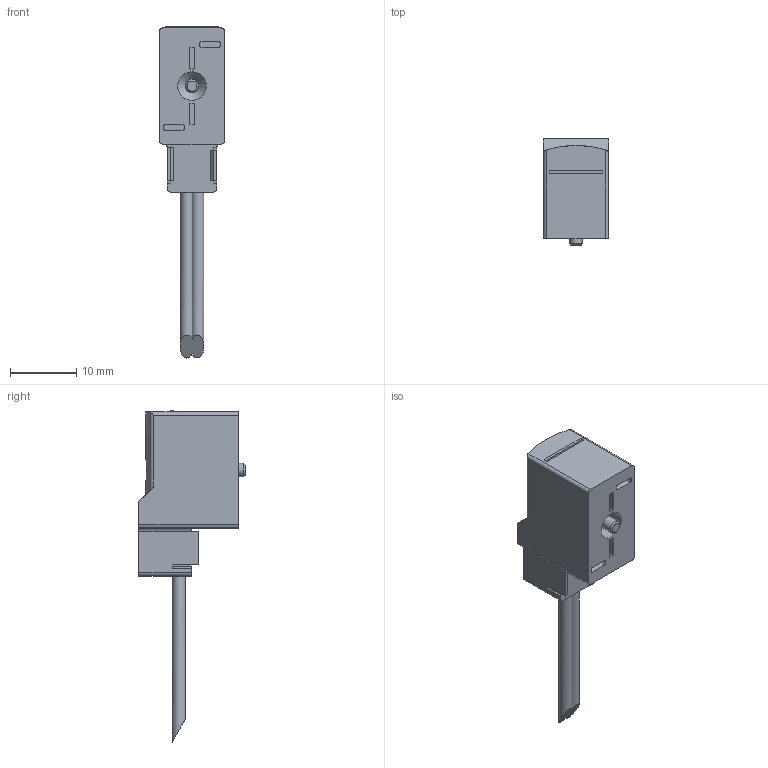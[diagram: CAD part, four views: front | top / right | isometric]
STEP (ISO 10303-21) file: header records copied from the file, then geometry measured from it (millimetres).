
FILE_DESCRIPTION(/* description */ ('STEP AP214'),/* implementation_level */ '2;1');
FILE_NAME(/* name */ '193691_KMYZ-4-24-25-B',/* time_stamp */ '2024-08-22T11:12:11+02:00',/* author */ ('License CC BY-ND 4.0'),/* organization */ ('CADENAS'),/* preprocessor_version */ 'ST-DEVELOPER v19.3',/* originating_system */ 'PARTsolutions',/* authorisation */ ' ');
FILE_SCHEMA (('AUTOMOTIVE_DESIGN {1 0 10303 214 3 1 1}'));
Length unit declared in the file: millimetre
Products named in the file (1): 193691 KMYZ-4-24-2,5-B
Bounding box: 9.8 x 16 x 50 mm (x, y, z)
Volume: 2702.2 mm3; surface area: 2109.4 mm2
Topology: 1 solids, 1 shells, 155 faces, 423 edges, 280 vertices
Faces by surface type: plane 98, cylinder 53, cone 3, sphere 1
Full cylindrical faces by diameter (mm): 2 x1, 4.2 x1, 4.3 x1
Entity records: 4903 total; most frequent: CARTESIAN_POINT 866, DIRECTION 842, ORIENTED_EDGE 830, EDGE_CURVE 415, LINE 294, VECTOR 294, VERTEX_POINT 279, AXIS2_PLACEMENT_3D 274
